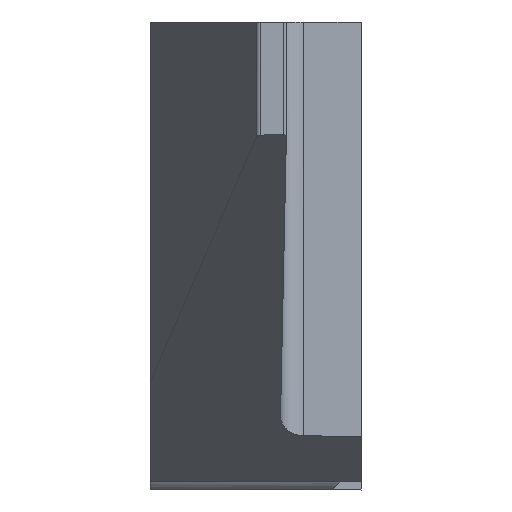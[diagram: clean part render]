
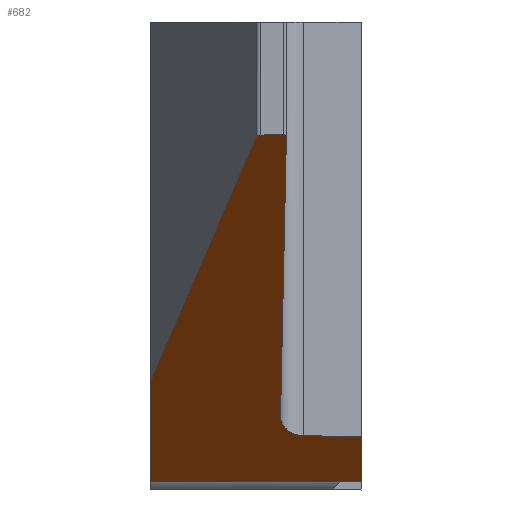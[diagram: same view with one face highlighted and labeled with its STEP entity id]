
A CAD part, front view. The second image highlights one B-rep face of the part: STEP entity #682.
In plain terms, the highlighted planar face has unit normal (0, -0.643, -0.766).
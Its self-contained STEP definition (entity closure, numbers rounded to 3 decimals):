
#94=CARTESIAN_POINT('',(3.6,6.153,-7.087));
#95=VERTEX_POINT('',#94);
#288=CARTESIAN_POINT('',(3.6,7.062,-7.85));
#289=VERTEX_POINT('',#288);
#300=CARTESIAN_POINT('',(3.6,6.153,-7.087));
#301=DIRECTION('',(0.,0.766,-0.643));
#302=VECTOR('',#301,1.187);
#303=LINE('',#300,#302);
#304=EDGE_CURVE('',#95,#289,#303,.T.);
#522=CARTESIAN_POINT('',(1.4,3.217,-4.624));
#523=DIRECTION('',(0.,0.643,0.766));
#524=DIRECTION('',(0.,-0.492,0.413));
#525=AXIS2_PLACEMENT_3D('',#522,#523,#524);
#526=PLANE('',#525);
#527=CARTESIAN_POINT('',(0.,5.012,-6.13));
#528=DIRECTION('',(0.269,-0.738,0.619));
#529=VECTOR('',#528,6.707);
#530=LINE('',#527,#529);
#531=CARTESIAN_POINT('',(0.,5.012,-6.13));
#532=VERTEX_POINT('',#531);
#533=CARTESIAN_POINT('',(1.801,0.063,-1.977));
#534=VERTEX_POINT('',#533);
#535=EDGE_CURVE('',#532,#534,#530,.T.);
#536=ORIENTED_EDGE('Edge 379',*,*,#535,.F.);
#545=CARTESIAN_POINT('',(1.801,0.063,-1.977));
#546=CARTESIAN_POINT('',(1.813,0.031,-1.95));
#547=CARTESIAN_POINT('',(1.841,0.011,-1.934));
#548=CARTESIAN_POINT('',(1.874,0.01,-1.933));
#549=(BOUNDED_CURVE()B_SPLINE_CURVE(3,(#545,#546,#547,#548),.UNSPECIFIED.,.F.,.F.)B_SPLINE_CURVE_WITH_KNOTS((4,4),(0.,1.),.UNSPECIFIED.)CURVE()GEOMETRIC_REPRESENTATION_ITEM()RATIONAL_B_SPLINE_CURVE((1.,0.884,0.884,1.))REPRESENTATION_ITEM(''));
#550=CARTESIAN_POINT('',(1.874,0.01,-1.933));
#551=VERTEX_POINT('',#550);
#552=EDGE_CURVE('',#534,#551,#549,.T.);
#553=ORIENTED_EDGE('Edge 384',*,*,#552,.F.);
#562=CARTESIAN_POINT('',(1.874,0.01,-1.933));
#563=DIRECTION('',(0.999,-0.026,0.022));
#564=VECTOR('',#563,0.396);
#565=LINE('',#562,#564);
#566=CARTESIAN_POINT('',(2.27,0.,-1.924));
#567=VERTEX_POINT('',#566);
#568=EDGE_CURVE('',#551,#567,#565,.T.);
#569=ORIENTED_EDGE('Edge 389',*,*,#568,.F.);
#578=CARTESIAN_POINT('',(2.27,0.,-1.924));
#579=DIRECTION('',(1.,0.,0.));
#580=VECTOR('',#579,0.05);
#581=LINE('',#578,#580);
#582=CARTESIAN_POINT('',(2.32,0.,-1.924));
#583=VERTEX_POINT('',#582);
#584=EDGE_CURVE('',#567,#583,#581,.T.);
#585=ORIENTED_EDGE('Edge 394',*,*,#584,.F.);
#594=CARTESIAN_POINT('',(2.32,0.,-1.924));
#595=DIRECTION('',(-0.013,0.766,-0.643));
#596=VECTOR('',#595,7.478);
#597=LINE('',#594,#596);
#598=CARTESIAN_POINT('',(2.22,5.728,-6.731));
#599=VERTEX_POINT('',#598);
#600=EDGE_CURVE('',#583,#599,#597,.T.);
#601=ORIENTED_EDGE('Edge 399',*,*,#600,.F.);
#610=CARTESIAN_POINT('',(2.22,5.728,-6.731));
#611=CARTESIAN_POINT('',(2.216,5.963,-6.927));
#612=CARTESIAN_POINT('',(2.379,6.131,-7.069));
#613=CARTESIAN_POINT('',(2.613,6.135,-7.072));
#614=(BOUNDED_CURVE()B_SPLINE_CURVE(3,(#610,#611,#612,#613),.UNSPECIFIED.,.F.,.F.)B_SPLINE_CURVE_WITH_KNOTS((4,4),(0.,1.),.UNSPECIFIED.)CURVE()GEOMETRIC_REPRESENTATION_ITEM()RATIONAL_B_SPLINE_CURVE((1.,0.805,0.805,1.))REPRESENTATION_ITEM(''));
#615=CARTESIAN_POINT('',(2.613,6.135,-7.072));
#616=VERTEX_POINT('',#615);
#617=EDGE_CURVE('',#599,#616,#614,.T.);
#618=ORIENTED_EDGE('Edge 1261',*,*,#617,.F.);
#627=CARTESIAN_POINT('',(2.613,6.135,-7.072));
#628=DIRECTION('',(1.,0.017,-0.015));
#629=VECTOR('',#628,0.987);
#630=LINE('',#627,#629);
#631=EDGE_CURVE('',#616,#95,#630,.T.);
#632=ORIENTED_EDGE('Edge 1207',*,*,#631,.F.);
#641=ORIENTED_EDGE('Edge 148',*,*,#304,.F.);
#650=CARTESIAN_POINT('',(0.,7.062,-7.85));
#651=DIRECTION('',(1.,0.,0.));
#652=VECTOR('',#651,3.6);
#653=LINE('',#650,#652);
#654=CARTESIAN_POINT('',(0.,7.062,-7.85));
#655=VERTEX_POINT('',#654);
#656=EDGE_CURVE('',#655,#289,#653,.T.);
#657=ORIENTED_EDGE('Edge 419',*,*,#656,.T.);
#666=CARTESIAN_POINT('',(0.,5.012,-6.13));
#667=DIRECTION('',(0.,0.766,-0.643));
#668=VECTOR('',#667,2.676);
#669=LINE('',#666,#668);
#670=EDGE_CURVE('',#532,#655,#669,.T.);
#671=ORIENTED_EDGE('Edge 312',*,*,#670,.T.);
#680=EDGE_LOOP('',(#671,#657,#641,#632,#618,#601,#585,#569,#553,#536));
#681=FACE_OUTER_BOUND('Loop 425',#680,.T.);
#682=ADVANCED_FACE('Face 426',(#681),#526,.F.);
